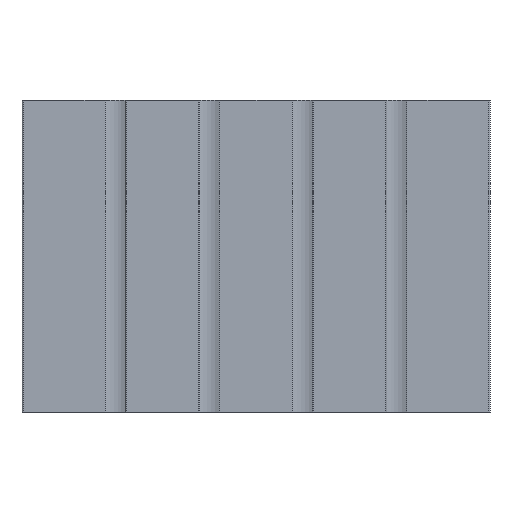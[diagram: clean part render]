
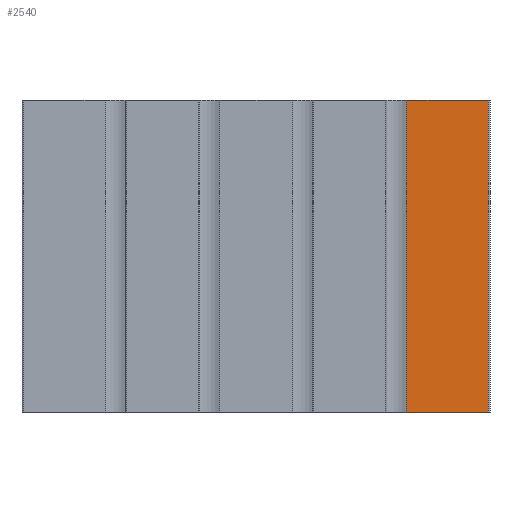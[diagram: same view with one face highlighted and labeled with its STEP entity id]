
A CAD part, front view. The second image highlights one B-rep face of the part: STEP entity #2540.
In plain terms, the highlighted planar face has unit normal (0, -1, 0).
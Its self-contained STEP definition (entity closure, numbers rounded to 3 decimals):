
#2482=CARTESIAN_POINT('',(87.025,-147.977,100.0));
#2483=VERTEX_POINT('',#2482);
#2491=CARTESIAN_POINT('',(87.025,-147.977,0.0));
#2492=VERTEX_POINT('',#2491);
#2493=CARTESIAN_POINT('',(87.025,-147.977,0.0));
#2494=DIRECTION('',(0.0,0.0,1.0));
#2495=VECTOR('',#2494,100.0);
#2496=LINE('',#2493,#2495);
#2497=EDGE_CURVE('',#2492,#2483,#2496,.T.);
#2510=CARTESIAN_POINT('',(87.025,-147.977,0.0));
#2511=DIRECTION('',(0.0,-1.0,0.0));
#2512=DIRECTION('',(0.0,0.0,-1.0));
#2513=AXIS2_PLACEMENT_3D('',#2510,#2511,#2512);
#2514=PLANE('',#2513);
#2515=CARTESIAN_POINT('',(60.875,-147.977,100.0));
#2516=VERTEX_POINT('',#2515);
#2517=CARTESIAN_POINT('',(87.025,-147.977,100.0));
#2518=DIRECTION('',(-1.0,0.0,0.0));
#2519=VECTOR('',#2518,26.15);
#2520=LINE('',#2517,#2519);
#2521=EDGE_CURVE('',#2483,#2516,#2520,.T.);
#2522=ORIENTED_EDGE('',*,*,#2521,.T.);
#2523=CARTESIAN_POINT('',(60.875,-147.977,0.0));
#2524=VERTEX_POINT('',#2523);
#2525=CARTESIAN_POINT('',(60.875,-147.977,0.0));
#2526=DIRECTION('',(0.0,0.0,1.0));
#2527=VECTOR('',#2526,100.0);
#2528=LINE('',#2525,#2527);
#2529=EDGE_CURVE('',#2524,#2516,#2528,.T.);
#2530=ORIENTED_EDGE('',*,*,#2529,.F.);
#2531=CARTESIAN_POINT('',(60.875,-147.977,0.0));
#2532=DIRECTION('',(1.0,0.0,0.0));
#2533=VECTOR('',#2532,26.15);
#2534=LINE('',#2531,#2533);
#2535=EDGE_CURVE('',#2524,#2492,#2534,.T.);
#2536=ORIENTED_EDGE('',*,*,#2535,.T.);
#2537=ORIENTED_EDGE('',*,*,#2497,.T.);
#2538=EDGE_LOOP('',(#2522,#2530,#2536,#2537));
#2539=FACE_OUTER_BOUND('',#2538,.T.);
#2540=ADVANCED_FACE('',(#2539),#2514,.T.);
